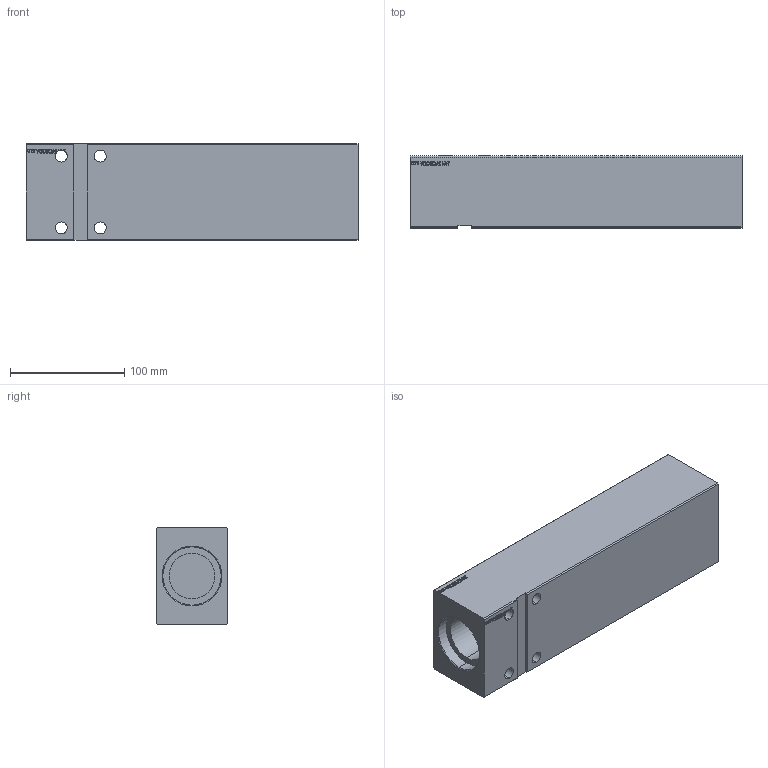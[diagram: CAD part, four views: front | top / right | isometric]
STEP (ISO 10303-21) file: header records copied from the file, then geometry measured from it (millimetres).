
FILE_DESCRIPTION (( 'STEP AP203' ), '1' );
FILE_NAME ('0743.STEP', '2024-02-11T12:25:05', ( '' ), ( '' ), 'SwSTEP 2.0', 'SolidWorks 2019', '' );
FILE_SCHEMA (( 'CONFIG_CONTROL_DESIGN' ));
Products named in the file (1): 0743
Bounding box: 291 x 63 x 85 mm (x, y, z)
Volume: 1171835.4 mm3; surface area: 140688.6 mm2
Topology: 1 solids, 1 shells, 797 faces, 2101 edges, 1400 vertices
Faces by surface type: plane 383, bspline 382, cylinder 30, cone 2
Entity records: 42148 total; most frequent: CARTESIAN_POINT 24867, ORIENTED_EDGE 4202, DIRECTION 2253, EDGE_CURVE 2101, VERTEX_POINT 1400, LINE 1241, VECTOR 1241, EDGE_LOOP 901
